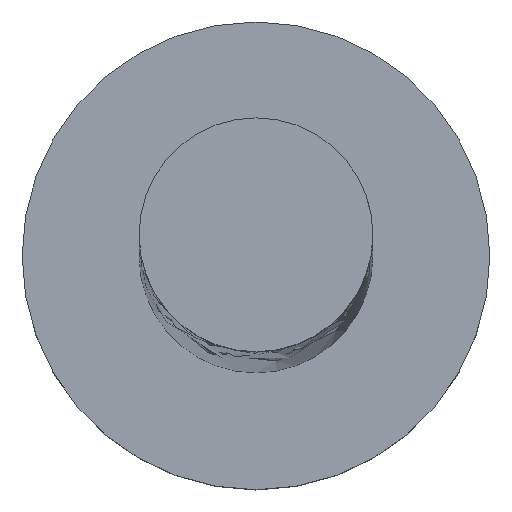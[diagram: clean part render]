
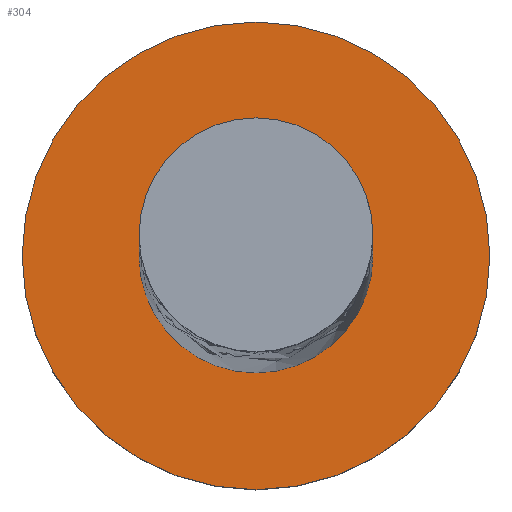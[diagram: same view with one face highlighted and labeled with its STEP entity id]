
A CAD part, top view. The second image highlights one B-rep face of the part: STEP entity #304.
In plain terms, the highlighted planar face has unit normal (0, 0, 1).
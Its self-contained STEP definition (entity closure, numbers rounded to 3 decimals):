
#8 = CARTESIAN_POINT ( 'NONE',  ( 2.5, 0., 3. ) ) ;
#92 = EDGE_CURVE ( 'NONE', #141, #921, #489, .T. ) ;
#102 = ORIENTED_EDGE ( 'NONE', *, *, #1287, .F. ) ;
#104 = DIRECTION ( 'NONE',  ( 1., 0., 0. ) ) ;
#141 = VERTEX_POINT ( 'NONE', #1083 ) ;
#186 = AXIS2_PLACEMENT_3D ( 'NONE', #775, #1612, #906 ) ;
#239 = DIRECTION ( 'NONE',  ( 1., 0., 0. ) ) ;
#243 = DIRECTION ( 'NONE',  ( 0., 0., 1. ) ) ;
#304 = ADVANCED_FACE ( 'NONE', ( #785, #498 ), #1077, .T. ) ;
#354 = CARTESIAN_POINT ( 'NONE',  ( -2.5, 0., 3. ) ) ;
#418 = CIRCLE ( 'NONE', #1515, 5. ) ;
#482 = EDGE_LOOP ( 'NONE', ( #1482, #1386 ) ) ;
#489 = CIRCLE ( 'NONE', #604, 5. ) ;
#498 = FACE_OUTER_BOUND ( 'NONE', #482, .T. ) ;
#522 = EDGE_LOOP ( 'NONE', ( #102, #654 ) ) ;
#604 = AXIS2_PLACEMENT_3D ( 'NONE', #1504, #243, #104 ) ;
#638 = AXIS2_PLACEMENT_3D ( 'NONE', #1245, #675, #1647 ) ;
#654 = ORIENTED_EDGE ( 'NONE', *, *, #753, .F. ) ;
#673 = AXIS2_PLACEMENT_3D ( 'NONE', #1180, #1192, #1055 ) ;
#675 = DIRECTION ( 'NONE',  ( 0., 0., 1. ) ) ;
#753 = EDGE_CURVE ( 'NONE', #809, #1444, #968, .T. ) ;
#775 = CARTESIAN_POINT ( 'NONE',  ( 0., 0., 3. ) ) ;
#785 = FACE_BOUND ( 'NONE', #522, .T. ) ;
#809 = VERTEX_POINT ( 'NONE', #8 ) ;
#906 = DIRECTION ( 'NONE',  ( 1., 0., 0. ) ) ;
#921 = VERTEX_POINT ( 'NONE', #1010 ) ;
#968 = CIRCLE ( 'NONE', #638, 2.5 ) ;
#1010 = CARTESIAN_POINT ( 'NONE',  ( -5., 0., 3. ) ) ;
#1055 = DIRECTION ( 'NONE',  ( 1., 0., 0. ) ) ;
#1077 = PLANE ( 'NONE',  #186 ) ;
#1083 = CARTESIAN_POINT ( 'NONE',  ( 5., 0., 3. ) ) ;
#1180 = CARTESIAN_POINT ( 'NONE',  ( 0., 0., 3. ) ) ;
#1192 = DIRECTION ( 'NONE',  ( 0., 0., 1. ) ) ;
#1245 = CARTESIAN_POINT ( 'NONE',  ( 0., 0., 3. ) ) ;
#1287 = EDGE_CURVE ( 'NONE', #1444, #809, #1303, .T. ) ;
#1303 = CIRCLE ( 'NONE', #673, 2.5 ) ;
#1386 = ORIENTED_EDGE ( 'NONE', *, *, #92, .T. ) ;
#1444 = VERTEX_POINT ( 'NONE', #354 ) ;
#1481 = DIRECTION ( 'NONE',  ( 0., 0., 1. ) ) ;
#1482 = ORIENTED_EDGE ( 'NONE', *, *, #1708, .T. ) ;
#1504 = CARTESIAN_POINT ( 'NONE',  ( 0., 0., 3. ) ) ;
#1515 = AXIS2_PLACEMENT_3D ( 'NONE', #1622, #1481, #239 ) ;
#1612 = DIRECTION ( 'NONE',  ( 0., 0., 1. ) ) ;
#1622 = CARTESIAN_POINT ( 'NONE',  ( 0., 0., 3. ) ) ;
#1647 = DIRECTION ( 'NONE',  ( 1., 0., 0. ) ) ;
#1708 = EDGE_CURVE ( 'NONE', #921, #141, #418, .T. ) ;
